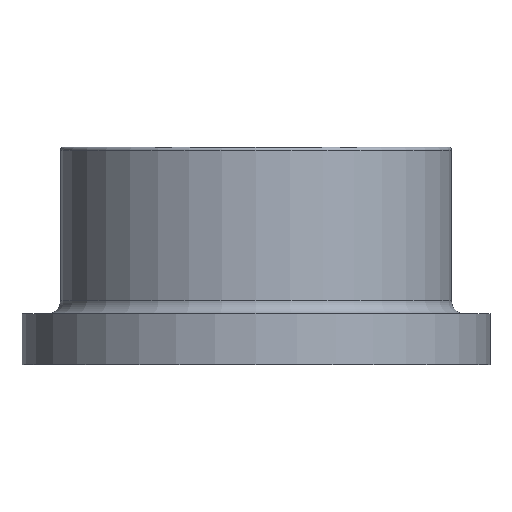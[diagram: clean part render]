
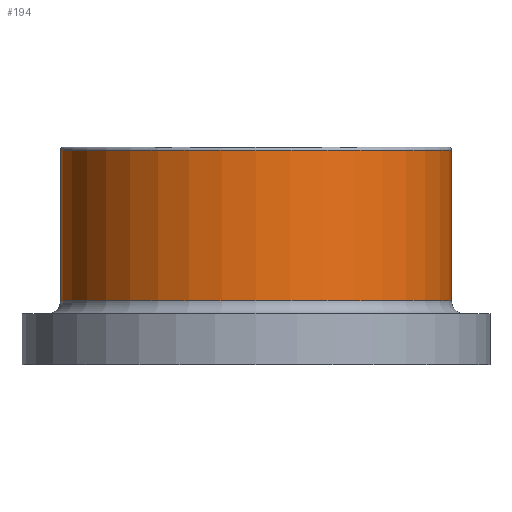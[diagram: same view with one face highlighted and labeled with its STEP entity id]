
A CAD part, front view. The second image highlights one B-rep face of the part: STEP entity #194.
In plain terms, the highlighted cylindrical face has radius 30.5 mm (diameter 61 mm), a full revolution.
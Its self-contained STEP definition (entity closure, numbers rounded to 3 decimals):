
#16=CYLINDRICAL_SURFACE($,#226,30.5);
#37=FACE_BOUND($,#82,.T.);
#55=FACE_OUTER_BOUND($,#81,.T.);
#81=EDGE_LOOP($,(#166));
#82=EDGE_LOOP($,(#167));
#104=CIRCLE($,#225,30.5);
#105=CIRCLE($,#227,30.5);
#121=VERTEX_POINT($,#341);
#122=VERTEX_POINT($,#344);
#138=EDGE_CURVE($,#121,#121,#104,.T.);
#139=EDGE_CURVE($,#122,#122,#105,.T.);
#166=ORIENTED_EDGE($,*,*,#139,.F.);
#167=ORIENTED_EDGE($,*,*,#138,.T.);
#194=ADVANCED_FACE($,(#55,#37),#16,.T.);
#225=AXIS2_PLACEMENT_3D($,#342,#283,#284);
#226=AXIS2_PLACEMENT_3D($,#343,#285,#286);
#227=AXIS2_PLACEMENT_3D($,#345,#287,#288);
#283=DIRECTION('center_axis',(0.,0.,1.));
#284=DIRECTION('ref_axis',(0.,-1.,0.));
#285=DIRECTION('center_axis',(0.,0.,1.));
#286=DIRECTION('ref_axis',(0.,-1.,0.));
#287=DIRECTION('center_axis',(0.,0.,1.));
#288=DIRECTION('ref_axis',(0.,-1.,0.));
#341=CARTESIAN_POINT('',(0.,-30.5,10.));
#342=CARTESIAN_POINT('Origin',(0.,0.,10.));
#343=CARTESIAN_POINT('Origin',(0.,0.,21.75));
#344=CARTESIAN_POINT('',(0.,-30.5,33.5));
#345=CARTESIAN_POINT('Origin',(0.,0.,33.5));
